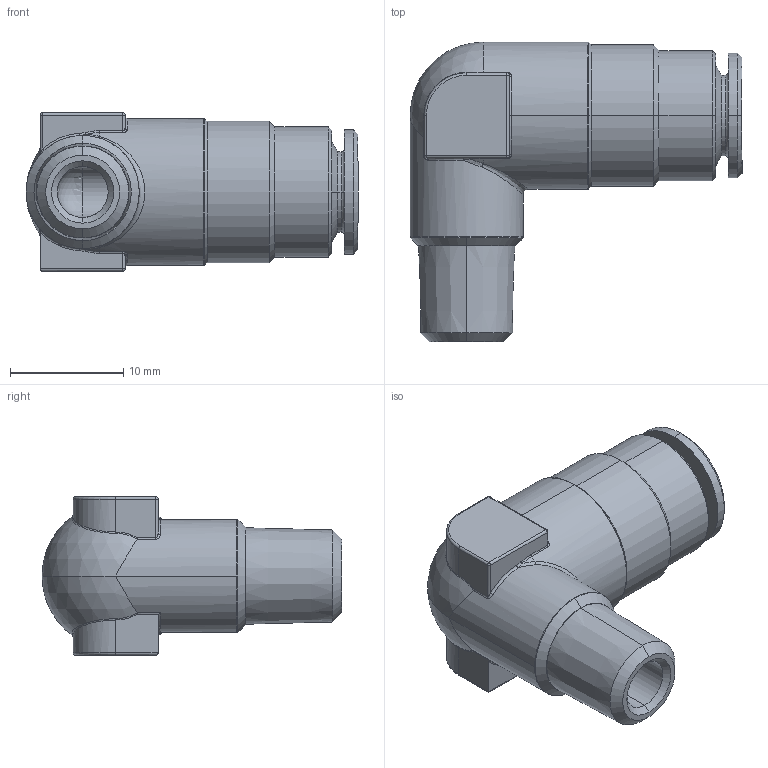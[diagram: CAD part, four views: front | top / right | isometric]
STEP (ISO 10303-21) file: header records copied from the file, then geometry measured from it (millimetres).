
FILE_DESCRIPTION (( 'STEP AP203' ), '1' );
FILE_NAME ('H0040530.STEP', '2010-06-21T13:06:58', ( '' ), ( 'sopra-pneumatic' ), 'SwSTEP 2.0', 'SolidWorks 2009', '' );
FILE_SCHEMA (( 'CONFIG_CONTROL_DESIGN' ));
Length unit declared in the file: millimetre
Products named in the file (1): H0040530
Bounding box: 29.35 x 26.5 x 14 mm (x, y, z)
Volume: 3372.9 mm3; surface area: 2505.8 mm2
Topology: 1 solids, 1 shells, 117 faces, 267 edges, 148 vertices
Faces by surface type: cylinder 39, cone 22, torus 19, plane 15, bspline 12, sphere 10
Entity records: 4421 total; most frequent: CARTESIAN_POINT 1766, DIRECTION 579, ORIENTED_EDGE 520, EDGE_CURVE 260, AXIS2_PLACEMENT_3D 248, VERTEX_POINT 148, CIRCLE 142, EDGE_LOOP 122
